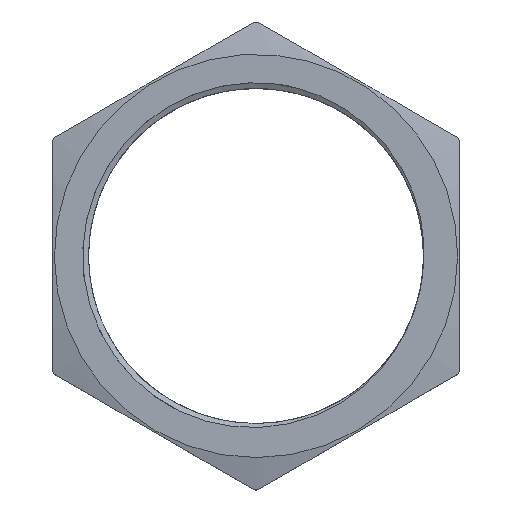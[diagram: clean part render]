
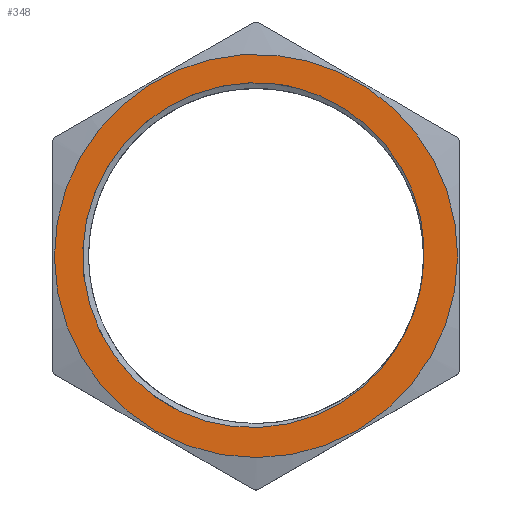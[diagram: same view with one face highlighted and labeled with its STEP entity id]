
A CAD part, top view. The second image highlights one B-rep face of the part: STEP entity #348.
In plain terms, the highlighted planar face has unit normal (0, 0, 1).
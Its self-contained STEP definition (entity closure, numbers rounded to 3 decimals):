
#18=FACE_BOUND('',#134,.T.);
#64=PLANE('',#392);
#66=CIRCLE('',#359,23.08);
#67=CIRCLE('',#361,23.841);
#69=CIRCLE('',#370,27.75);
#110=FACE_OUTER_BOUND('',#133,.T.);
#133=EDGE_LOOP('',(#322));
#134=EDGE_LOOP('',(#323,#324,#325,#326));
#137=B_SPLINE_CURVE_WITH_KNOTS('',3,(#729,#730,#731,#732,#733,#734,#735,
#736,#737,#738,#739,#740,#741),.UNSPECIFIED.,.F.,.F.,(4,3,3,3,4),(-3.637,
-3.456,-2.315,-1.163,0.),.UNSPECIFIED.);
#142=B_SPLINE_CURVE_WITH_KNOTS('',3,(#1162,#1163,#1164,#1165,#1166,#1167,
#1168,#1169,#1170,#1171,#1172,#1173,#1174),.UNSPECIFIED.,.F.,.F.,(4,3,3,
3,4),(-3.635,-3.448,-2.287,-1.137,
0.),.UNSPECIFIED.);
#145=VERTEX_POINT('',#683);
#146=VERTEX_POINT('',#728);
#148=VERTEX_POINT('',#789);
#150=VERTEX_POINT('',#1037);
#175=VERTEX_POINT('',#1257);
#179=EDGE_CURVE('',#145,#146,#137,.T.);
#183=EDGE_CURVE('',#148,#145,#66,.T.);
#186=EDGE_CURVE('',#150,#148,#142,.T.);
#187=EDGE_CURVE('',#150,#146,#67,.T.);
#213=EDGE_CURVE('',#175,#175,#69,.T.);
#322=ORIENTED_EDGE('',*,*,#213,.F.);
#323=ORIENTED_EDGE('',*,*,#187,.T.);
#324=ORIENTED_EDGE('',*,*,#179,.F.);
#325=ORIENTED_EDGE('',*,*,#183,.F.);
#326=ORIENTED_EDGE('',*,*,#186,.F.);
#348=ADVANCED_FACE('',(#110,#18),#64,.T.);
#359=AXIS2_PLACEMENT_3D('',#834,#399,#400);
#361=AXIS2_PLACEMENT_3D('',#1176,#403,#404);
#370=AXIS2_PLACEMENT_3D('',#1258,#433,#434);
#392=AXIS2_PLACEMENT_3D('',#1281,#477,#478);
#399=DIRECTION('center_axis',(0.,0.,1.));
#400=DIRECTION('ref_axis',(-1.,0.,0.));
#403=DIRECTION('center_axis',(0.,0.,-1.));
#404=DIRECTION('ref_axis',(-1.,0.,0.));
#433=DIRECTION('center_axis',(0.,0.,-1.));
#434=DIRECTION('ref_axis',(-1.,0.,0.));
#477=DIRECTION('center_axis',(0.,0.,1.));
#478=DIRECTION('ref_axis',(1.,0.,0.));
#683=CARTESIAN_POINT('',(22.955,-2.399,5.75));
#728=CARTESIAN_POINT('',(3.095,23.639,5.75));
#729=CARTESIAN_POINT('Ctrl Pts',(22.956,-2.399,5.75));
#730=CARTESIAN_POINT('Ctrl Pts',(23.032,-1.798,5.75));
#731=CARTESIAN_POINT('Ctrl Pts',(23.085,-1.196,5.75));
#732=CARTESIAN_POINT('Ctrl Pts',(23.113,-0.593,5.75));
#733=CARTESIAN_POINT('Ctrl Pts',(23.291,3.19,5.75));
#734=CARTESIAN_POINT('Ctrl Pts',(22.518,7.019,5.75));
#735=CARTESIAN_POINT('Ctrl Pts',(20.901,10.436,5.75));
#736=CARTESIAN_POINT('Ctrl Pts',(19.267,13.889,5.75));
#737=CARTESIAN_POINT('Ctrl Pts',(16.761,16.941,5.75));
#738=CARTESIAN_POINT('Ctrl Pts',(13.693,19.224,5.75));
#739=CARTESIAN_POINT('Ctrl Pts',(10.596,21.529,5.75));
#740=CARTESIAN_POINT('Ctrl Pts',(6.928,23.057,5.75));
#741=CARTESIAN_POINT('Ctrl Pts',(3.095,23.639,5.75));
#789=CARTESIAN_POINT('',(20.408,-10.78,5.75));
#834=CARTESIAN_POINT('Origin',(0.,0.,5.75));
#1037=CARTESIAN_POINT('',(-10.583,-21.363,5.75));
#1162=CARTESIAN_POINT('Ctrl Pts',(-10.583,-21.364,5.75));
#1163=CARTESIAN_POINT('Ctrl Pts',(-10.018,-21.63,5.75));
#1164=CARTESIAN_POINT('Ctrl Pts',(-9.444,-21.874,5.75));
#1165=CARTESIAN_POINT('Ctrl Pts',(-8.862,-22.093,5.75));
#1166=CARTESIAN_POINT('Ctrl Pts',(-5.25,-23.456,5.75));
#1167=CARTESIAN_POINT('Ctrl Pts',(-1.297,-23.92,5.75));
#1168=CARTESIAN_POINT('Ctrl Pts',(2.523,-23.428,5.75));
#1169=CARTESIAN_POINT('Ctrl Pts',(6.306,-22.94,5.75));
#1170=CARTESIAN_POINT('Ctrl Pts',(9.98,-21.51,5.75));
#1171=CARTESIAN_POINT('Ctrl Pts',(13.093,-19.301,5.75));
#1172=CARTESIAN_POINT('Ctrl Pts',(16.173,-17.115,5.75));
#1173=CARTESIAN_POINT('Ctrl Pts',(18.709,-14.17,5.75));
#1174=CARTESIAN_POINT('Ctrl Pts',(20.408,-10.78,5.75));
#1176=CARTESIAN_POINT('Origin',(0.,0.,5.75));
#1257=CARTESIAN_POINT('',(27.75,0.,5.75));
#1258=CARTESIAN_POINT('Origin',(0.,0.,5.75));
#1281=CARTESIAN_POINT('Origin',(27.886,-16.1,5.75));
